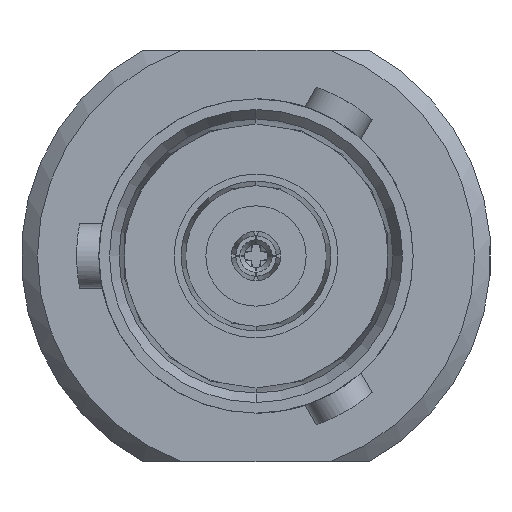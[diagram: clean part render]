
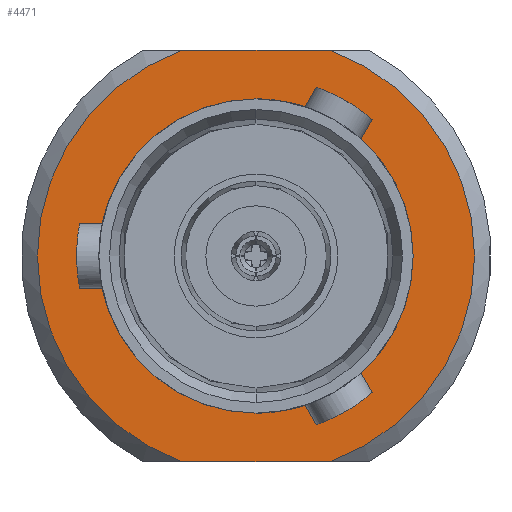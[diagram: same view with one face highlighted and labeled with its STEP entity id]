
A CAD part, left-side view. The second image highlights one B-rep face of the part: STEP entity #4471.
In plain terms, the highlighted face is planar.
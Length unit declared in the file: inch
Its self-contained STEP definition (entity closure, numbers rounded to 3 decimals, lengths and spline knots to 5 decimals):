
#51 = EDGE_CURVE ( 'NONE', #4242, #5132, #1473, .T. ) ;
#220 = DIRECTION ( 'NONE',  ( -1., 0., 0. ) ) ;
#221 = DIRECTION ( 'NONE',  ( 1., 0., 0. ) ) ;
#320 = EDGE_CURVE ( 'NONE', #1833, #4280, #1723, .T. ) ;
#635 = PLANE ( 'NONE',  #4335 ) ;
#776 = CARTESIAN_POINT ( 'NONE',  ( -0.45276, -0.09012, 0.25 ) ) ;
#796 = ORIENTED_EDGE ( 'NONE', *, *, #320, .T. ) ;
#816 = CARTESIAN_POINT ( 'NONE',  ( -0.45276, 0.09012, -0.25 ) ) ;
#900 = DIRECTION ( 'NONE',  ( 1., 0., 0. ) ) ;
#1012 = AXIS2_PLACEMENT_3D ( 'NONE', #3081, #1900, #1550 ) ;
#1197 = CARTESIAN_POINT ( 'NONE',  ( -0.45276, 0.26575, -0.25 ) ) ;
#1229 = CARTESIAN_POINT ( 'NONE',  ( -0.45276, 0.09012, 0.25 ) ) ;
#1355 = CIRCLE ( 'NONE', #1012, 0.26575 ) ;
#1420 = DIRECTION ( 'NONE',  ( 1., 0., 0. ) ) ;
#1473 = CIRCLE ( 'NONE', #2969, 0.191 ) ;
#1542 = VERTEX_POINT ( 'NONE', #4880 ) ;
#1550 = DIRECTION ( 'NONE',  ( 0., 0., -1. ) ) ;
#1723 = CIRCLE ( 'NONE', #2819, 0.26575 ) ;
#1833 = VERTEX_POINT ( 'NONE', #816 ) ;
#1855 = DIRECTION ( 'NONE',  ( 0., 0., 1. ) ) ;
#1900 = DIRECTION ( 'NONE',  ( 1., 0., 0. ) ) ;
#1945 = VECTOR ( 'NONE', #4587, 39.37008 ) ;
#2023 = CARTESIAN_POINT ( 'NONE',  ( -0.45276, 0., 0.191 ) ) ;
#2364 = AXIS2_PLACEMENT_3D ( 'NONE', #4947, #900, #4974 ) ;
#2565 = DIRECTION ( 'NONE',  ( 0., 1., 0. ) ) ;
#2627 = DIRECTION ( 'NONE',  ( 0., 0., -1. ) ) ;
#2819 = AXIS2_PLACEMENT_3D ( 'NONE', #3792, #1420, #2627 ) ;
#2879 = EDGE_LOOP ( 'NONE', ( #4684, #3822, #796, #4069 ) ) ;
#2969 = AXIS2_PLACEMENT_3D ( 'NONE', #5019, #221, #4941 ) ;
#3004 = FACE_BOUND ( 'NONE', #4790, .T. ) ;
#3020 = LINE ( 'NONE', #4192, #1945 ) ;
#3057 = FACE_OUTER_BOUND ( 'NONE', #2879, .T. ) ;
#3081 = CARTESIAN_POINT ( 'NONE',  ( -0.45276, 0., 0. ) ) ;
#3225 = VECTOR ( 'NONE', #2565, 39.37008 ) ;
#3276 = CIRCLE ( 'NONE', #2364, 0.191 ) ;
#3553 = EDGE_CURVE ( 'NONE', #4280, #3805, #3020, .T. ) ;
#3710 = EDGE_CURVE ( 'NONE', #3805, #1542, #1355, .T. ) ;
#3751 = CARTESIAN_POINT ( 'NONE',  ( -0.45276, 0., -0.191 ) ) ;
#3792 = CARTESIAN_POINT ( 'NONE',  ( -0.45276, 0., 0. ) ) ;
#3805 = VERTEX_POINT ( 'NONE', #776 ) ;
#3822 = ORIENTED_EDGE ( 'NONE', *, *, #4712, .T. ) ;
#3855 = CARTESIAN_POINT ( 'NONE',  ( -0.45276, 0.26575, 0. ) ) ;
#3952 = EDGE_CURVE ( 'NONE', #5132, #4242, #3276, .T. ) ;
#4069 = ORIENTED_EDGE ( 'NONE', *, *, #3553, .T. ) ;
#4192 = CARTESIAN_POINT ( 'NONE',  ( -0.45276, 0.26575, 0.25 ) ) ;
#4242 = VERTEX_POINT ( 'NONE', #3751 ) ;
#4280 = VERTEX_POINT ( 'NONE', #1229 ) ;
#4335 = AXIS2_PLACEMENT_3D ( 'NONE', #3855, #220, #1855 ) ;
#4340 = LINE ( 'NONE', #1197, #3225 ) ;
#4471 = ADVANCED_FACE ( 'NONE', ( #3004, #3057 ), #635, .F. ) ;
#4587 = DIRECTION ( 'NONE',  ( 0., -1., 0. ) ) ;
#4610 = ORIENTED_EDGE ( 'NONE', *, *, #3952, .F. ) ;
#4684 = ORIENTED_EDGE ( 'NONE', *, *, #3710, .T. ) ;
#4712 = EDGE_CURVE ( 'NONE', #1542, #1833, #4340, .T. ) ;
#4790 = EDGE_LOOP ( 'NONE', ( #5000, #4610 ) ) ;
#4880 = CARTESIAN_POINT ( 'NONE',  ( -0.45276, -0.09012, -0.25 ) ) ;
#4941 = DIRECTION ( 'NONE',  ( 0., 0., -1. ) ) ;
#4947 = CARTESIAN_POINT ( 'NONE',  ( -0.45276, 0., 0. ) ) ;
#4974 = DIRECTION ( 'NONE',  ( 0., 0., -1. ) ) ;
#5000 = ORIENTED_EDGE ( 'NONE', *, *, #51, .F. ) ;
#5019 = CARTESIAN_POINT ( 'NONE',  ( -0.45276, 0., 0. ) ) ;
#5132 = VERTEX_POINT ( 'NONE', #2023 ) ;
